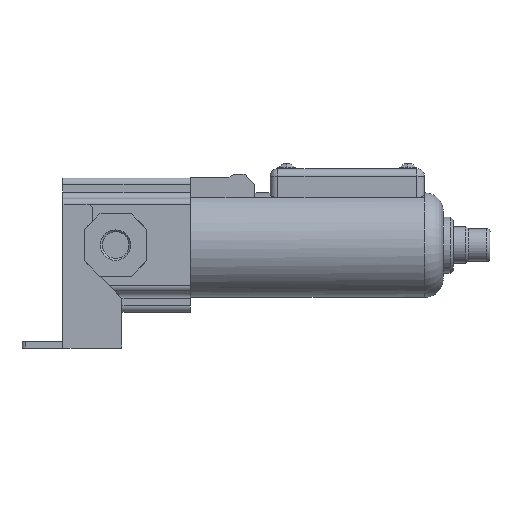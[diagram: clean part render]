
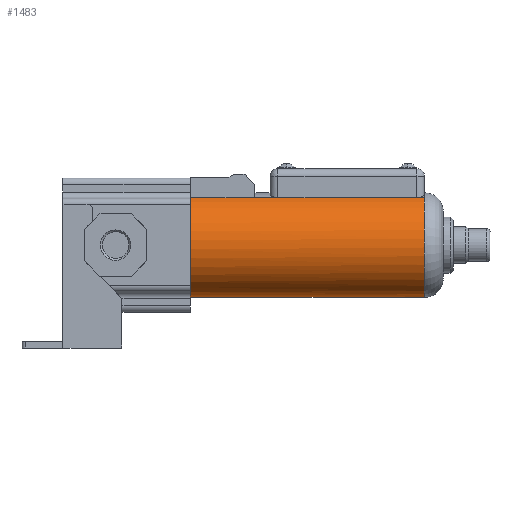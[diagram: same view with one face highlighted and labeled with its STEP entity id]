
A CAD part, left-side view. The second image highlights one B-rep face of the part: STEP entity #1483.
In plain terms, the highlighted cylindrical face has radius 16.75 mm (diameter 33.5 mm), a partial arc.
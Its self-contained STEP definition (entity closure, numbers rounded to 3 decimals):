
#150 = CARTESIAN_POINT ( 'NONE',  ( -7., -52., 15.217 ) ) ;
#224 = VECTOR ( 'NONE', #1032, 1000. ) ;
#267 = DIRECTION ( 'NONE',  ( 0., 0., -1. ) ) ;
#290 = DIRECTION ( 'NONE',  ( 0., -1., 0. ) ) ;
#328 = CARTESIAN_POINT ( 'NONE',  ( -7., -24., 15.217 ) ) ;
#355 = LINE ( 'NONE', #1956, #1470 ) ;
#368 = ORIENTED_EDGE ( 'NONE', *, *, #4662, .F. ) ;
#464 = EDGE_CURVE ( 'NONE', #3405, #4234, #1080, .T. ) ;
#491 = LINE ( 'NONE', #971, #4649 ) ;
#504 = LINE ( 'NONE', #150, #2821 ) ;
#521 = EDGE_LOOP ( 'NONE', ( #2040, #368, #700, #3036, #1941, #1541, #4573, #1169 ) ) ;
#569 = CARTESIAN_POINT ( 'NONE',  ( 7., -24., -15.217 ) ) ;
#684 = DIRECTION ( 'NONE',  ( 0., 0., -1. ) ) ;
#700 = ORIENTED_EDGE ( 'NONE', *, *, #3404, .T. ) ;
#709 = AXIS2_PLACEMENT_3D ( 'NONE', #5022, #1453, #3378 ) ;
#909 = CARTESIAN_POINT ( 'NONE',  ( -7., -52., 15.217 ) ) ;
#971 = CARTESIAN_POINT ( 'NONE',  ( -7., -99., 15.217 ) ) ;
#1032 = DIRECTION ( 'NONE',  ( 0., -1., 0. ) ) ;
#1063 = VERTEX_POINT ( 'NONE', #1808 ) ;
#1080 = CIRCLE ( 'NONE', #2470, 16.75 ) ;
#1120 = CARTESIAN_POINT ( 'NONE',  ( -7., -120., 15.217 ) ) ;
#1169 = ORIENTED_EDGE ( 'NONE', *, *, #3909, .F. ) ;
#1404 = CARTESIAN_POINT ( 'NONE',  ( 0., -24., 0. ) ) ;
#1412 = EDGE_CURVE ( 'NONE', #1443, #4722, #504, .T. ) ;
#1443 = VERTEX_POINT ( 'NONE', #909 ) ;
#1453 = DIRECTION ( 'NONE',  ( 0., 1., 0. ) ) ;
#1470 = VECTOR ( 'NONE', #3555, 1000. ) ;
#1483 = ADVANCED_FACE ( 'NONE', ( #2188 ), #2674, .T. ) ;
#1541 = ORIENTED_EDGE ( 'NONE', *, *, #3830, .F. ) ;
#1545 = CARTESIAN_POINT ( 'NONE',  ( -7., -44.5, 15.217 ) ) ;
#1549 = CIRCLE ( 'NONE', #3565, 16.75 ) ;
#1701 = DIRECTION ( 'NONE',  ( 0., 1., 0. ) ) ;
#1754 = VERTEX_POINT ( 'NONE', #2849 ) ;
#1808 = CARTESIAN_POINT ( 'NONE',  ( -7., -96.5, 15.217 ) ) ;
#1941 = ORIENTED_EDGE ( 'NONE', *, *, #1412, .T. ) ;
#1956 = CARTESIAN_POINT ( 'NONE',  ( 7., -99., -15.217 ) ) ;
#2040 = ORIENTED_EDGE ( 'NONE', *, *, #4568, .F. ) ;
#2159 = DIRECTION ( 'NONE',  ( 0., -1., 0. ) ) ;
#2188 = FACE_OUTER_BOUND ( 'NONE', #521, .T. ) ;
#2259 = CARTESIAN_POINT ( 'NONE',  ( 0., -99., 0. ) ) ;
#2322 = AXIS2_PLACEMENT_3D ( 'NONE', #2259, #2159, #267 ) ;
#2470 = AXIS2_PLACEMENT_3D ( 'NONE', #1404, #2535, #4069 ) ;
#2535 = DIRECTION ( 'NONE',  ( 0., 1., 0. ) ) ;
#2589 = CARTESIAN_POINT ( 'NONE',  ( -7., -120., 15.217 ) ) ;
#2674 = CYLINDRICAL_SURFACE ( 'NONE', #709, 16.75 ) ;
#2820 = VECTOR ( 'NONE', #3630, 1000. ) ;
#2821 = VECTOR ( 'NONE', #3571, 1000. ) ;
#2827 = LINE ( 'NONE', #1120, #2820 ) ;
#2849 = CARTESIAN_POINT ( 'NONE',  ( -7., -99., 15.217 ) ) ;
#2931 = CARTESIAN_POINT ( 'NONE',  ( 0., -99., -16.75 ) ) ;
#3009 = LINE ( 'NONE', #2589, #224 ) ;
#3036 = ORIENTED_EDGE ( 'NONE', *, *, #4118, .F. ) ;
#3047 = VERTEX_POINT ( 'NONE', #2931 ) ;
#3249 = CIRCLE ( 'NONE', #2322, 16.75 ) ;
#3378 = DIRECTION ( 'NONE',  ( 0.908, 0., 0.418 ) ) ;
#3404 = EDGE_CURVE ( 'NONE', #1754, #1063, #491, .T. ) ;
#3405 = VERTEX_POINT ( 'NONE', #569 ) ;
#3555 = DIRECTION ( 'NONE',  ( 0., 1., 0. ) ) ;
#3565 = AXIS2_PLACEMENT_3D ( 'NONE', #5142, #290, #684 ) ;
#3571 = DIRECTION ( 'NONE',  ( 0., 1., 0. ) ) ;
#3630 = DIRECTION ( 'NONE',  ( 0., -1., 0. ) ) ;
#3825 = CARTESIAN_POINT ( 'NONE',  ( 7., -99., -15.217 ) ) ;
#3830 = EDGE_CURVE ( 'NONE', #4234, #4722, #2827, .T. ) ;
#3909 = EDGE_CURVE ( 'NONE', #4590, #3405, #355, .T. ) ;
#4069 = DIRECTION ( 'NONE',  ( 0., 0., 1. ) ) ;
#4118 = EDGE_CURVE ( 'NONE', #1443, #1063, #3009, .T. ) ;
#4234 = VERTEX_POINT ( 'NONE', #328 ) ;
#4568 = EDGE_CURVE ( 'NONE', #3047, #4590, #3249, .T. ) ;
#4573 = ORIENTED_EDGE ( 'NONE', *, *, #464, .F. ) ;
#4590 = VERTEX_POINT ( 'NONE', #3825 ) ;
#4649 = VECTOR ( 'NONE', #1701, 1000. ) ;
#4662 = EDGE_CURVE ( 'NONE', #1754, #3047, #1549, .T. ) ;
#4722 = VERTEX_POINT ( 'NONE', #1545 ) ;
#5022 = CARTESIAN_POINT ( 'NONE',  ( 0., -120., 0. ) ) ;
#5142 = CARTESIAN_POINT ( 'NONE',  ( 0., -99., 0. ) ) ;
